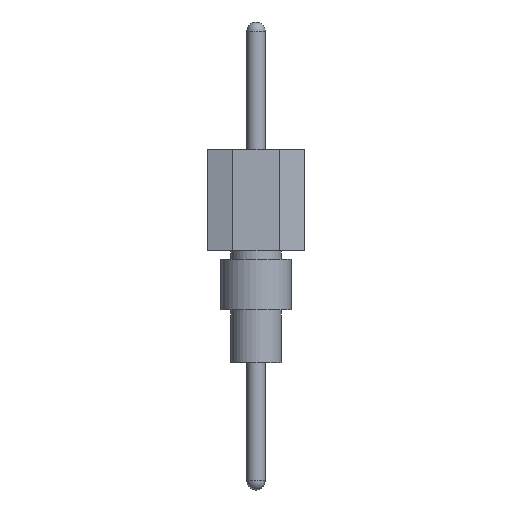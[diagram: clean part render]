
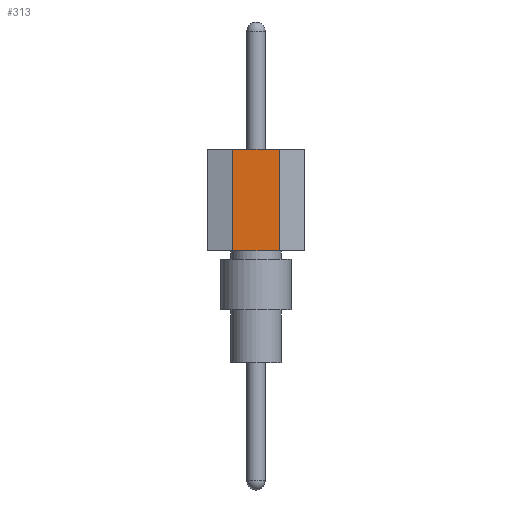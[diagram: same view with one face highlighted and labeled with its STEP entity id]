
A CAD part, left-side view. The second image highlights one B-rep face of the part: STEP entity #313.
In plain terms, the highlighted planar face has unit normal (-1, 0, 0).
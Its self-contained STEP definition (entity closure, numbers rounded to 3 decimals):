
#313 = ADVANCED_FACE('',(#314),#348,.F.);
#314 = FACE_BOUND('',#315,.T.);
#315 = EDGE_LOOP('',(#316,#326,#334,#342));
#316 = ORIENTED_EDGE('',*,*,#317,.T.);
#317 = EDGE_CURVE('',#318,#320,#322,.T.);
#318 = VERTEX_POINT('',#319);
#319 = CARTESIAN_POINT('',(-25.4,0.584,2.9));
#320 = VERTEX_POINT('',#321);
#321 = CARTESIAN_POINT('',(-25.4,-0.584,2.9));
#322 = LINE('',#323,#324);
#323 = CARTESIAN_POINT('',(-25.4,0.584,2.9));
#324 = VECTOR('',#325,1.);
#325 = DIRECTION('',(0.,-1.,0.));
#326 = ORIENTED_EDGE('',*,*,#327,.F.);
#327 = EDGE_CURVE('',#328,#320,#330,.T.);
#328 = VERTEX_POINT('',#329);
#329 = CARTESIAN_POINT('',(-25.4,-0.584,5.44));
#330 = LINE('',#331,#332);
#331 = CARTESIAN_POINT('',(-25.4,-0.584,5.44));
#332 = VECTOR('',#333,1.);
#333 = DIRECTION('',(0.,0.,-1.));
#334 = ORIENTED_EDGE('',*,*,#335,.F.);
#335 = EDGE_CURVE('',#336,#328,#338,.T.);
#336 = VERTEX_POINT('',#337);
#337 = CARTESIAN_POINT('',(-25.4,0.584,5.44));
#338 = LINE('',#339,#340);
#339 = CARTESIAN_POINT('',(-25.4,0.584,5.44));
#340 = VECTOR('',#341,1.);
#341 = DIRECTION('',(0.,-1.,0.));
#342 = ORIENTED_EDGE('',*,*,#343,.T.);
#343 = EDGE_CURVE('',#336,#318,#344,.T.);
#344 = LINE('',#345,#346);
#345 = CARTESIAN_POINT('',(-25.4,0.584,5.44));
#346 = VECTOR('',#347,1.);
#347 = DIRECTION('',(0.,0.,-1.));
#348 = PLANE('',#349);
#349 = AXIS2_PLACEMENT_3D('',#350,#351,#352);
#350 = CARTESIAN_POINT('',(-25.4,0.584,5.44));
#351 = DIRECTION('',(1.,0.,0.));
#352 = DIRECTION('',(0.,1.,0.));
